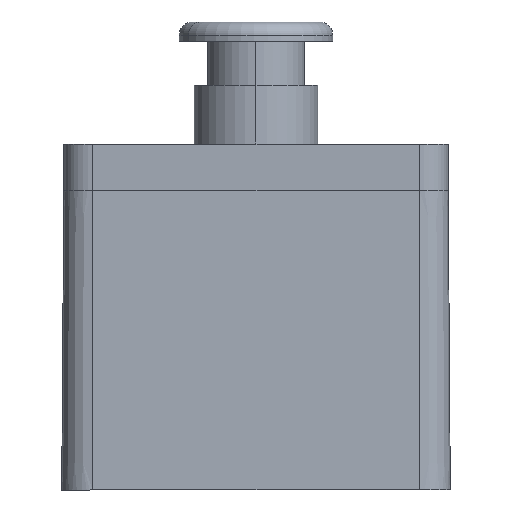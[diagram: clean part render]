
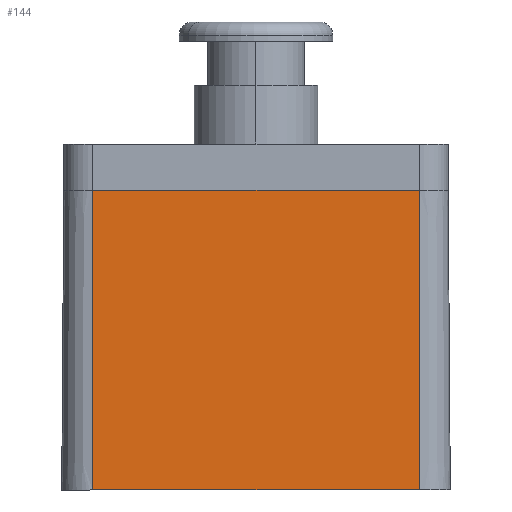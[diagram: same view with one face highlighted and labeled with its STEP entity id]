
A CAD part, left-side view. The second image highlights one B-rep face of the part: STEP entity #144.
In plain terms, the highlighted planar face has unit normal (-1, 0, 0.007).
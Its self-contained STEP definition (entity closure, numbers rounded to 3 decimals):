
#144=ADVANCED_FACE('',(#626),#628,.T.);
#626=FACE_OUTER_BOUND('',#627,.T.);
#627=EDGE_LOOP('',(#1405,#1406,#1407,#1408));
#628=PLANE('',#629);
#629=AXIS2_PLACEMENT_3D('',#630,#631,#632);
#630=CARTESIAN_POINT('',(-50.,0.,78.));
#631=DIRECTION('',(-1.,0.,0.007));
#632=DIRECTION('',(0.,1.,0.));
#1405=ORIENTED_EDGE('',*,*,#1748,.F.);
#1406=ORIENTED_EDGE('',*,*,#1882,.T.);
#1407=ORIENTED_EDGE('',*,*,#1792,.F.);
#1408=ORIENTED_EDGE('',*,*,#1883,.F.);
#1748=EDGE_CURVE('',#2120,#2122,#2123,.T.);
#1792=EDGE_CURVE('',#2205,#2207,#2208,.F.);
#1882=EDGE_CURVE('',#2120,#2207,#2339,.F.);
#1883=EDGE_CURVE('',#2122,#2205,#2340,.F.);
#2120=VERTEX_POINT('',#2819);
#2122=VERTEX_POINT('',#2886);
#2123=LINE('',#2887,#2888);
#2205=VERTEX_POINT('',#3204);
#2207=VERTEX_POINT('',#3209);
#2208=LINE('',#3210,#3211);
#2339=LINE('',#3555,#3556);
#2340=LINE('',#3558,#3559);
#2819=CARTESIAN_POINT('',(-50.545,-42.5,0.));
#2886=CARTESIAN_POINT('',(-50.545,42.5,0.));
#2887=CARTESIAN_POINT('',(-50.545,-42.5,0.));
#2888=VECTOR('',#2889,1.);
#2889=DIRECTION('',(0.,1.,0.));
#3204=CARTESIAN_POINT('',(-50.,42.5,78.));
#3209=CARTESIAN_POINT('',(-50.,-42.5,78.));
#3210=CARTESIAN_POINT('',(-50.,-42.5,78.));
#3211=VECTOR('',#3212,1.);
#3212=DIRECTION('',(0.,1.,0.));
#3555=CARTESIAN_POINT('',(-50.,-42.5,78.));
#3556=VECTOR('',#3557,1.);
#3557=DIRECTION('',(-0.007,0.,-1.));
#3558=CARTESIAN_POINT('',(-50.,42.5,78.));
#3559=VECTOR('',#3560,1.);
#3560=DIRECTION('',(-0.007,0.,-1.));
